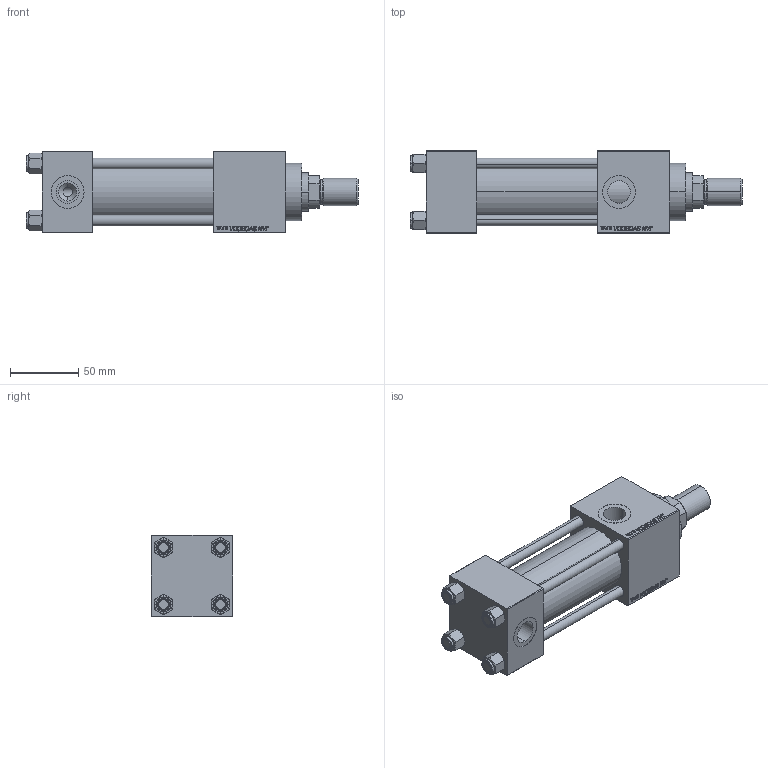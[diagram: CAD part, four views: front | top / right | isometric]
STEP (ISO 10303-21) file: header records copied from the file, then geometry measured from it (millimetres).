
FILE_DESCRIPTION (( 'STEP AP203' ), '1' );
FILE_NAME ('a81d.STEP', '2023-08-23T09:31:38', ( '' ), ( '' ), 'SwSTEP 2.0', 'SolidWorks 2019', '' );
FILE_SCHEMA (( 'CONFIG_CONTROL_DESIGN' ));
Length unit declared in the file: millimetre
Products named in the file (7): V215_VC_A 83fa31e8b73c2471525fa0b091194e7b; a81d; NUT_M5_C 83fa31e8b73c2471525fa0b091194e7b; V215CR_VCP_C 83fa31e8b73c2471525fa0b091194e7b; V215CR_C_Body 83fa31e8b73c2471525fa0b091194e7b; V215CR_C_TYCINKA 83fa31e8b73c2471525fa0b091194e7b; ROD_END_AH 83fa31e8b73c2471525fa0b091194e7b
Assembly tree (12 placements, depth 2):
  a81d
    V215CR_C_Body 83fa31e8b73c2471525fa0b091194e7b
    V215CR_VCP_C 83fa31e8b73c2471525fa0b091194e7b
    NUT_M5_C 83fa31e8b73c2471525fa0b091194e7b  x4
    V215CR_C_TYCINKA 83fa31e8b73c2471525fa0b091194e7b  x4
    V215_VC_A 83fa31e8b73c2471525fa0b091194e7b
    ROD_END_AH 83fa31e8b73c2471525fa0b091194e7b
Bounding box: 243 x 60 x 60 mm (x, y, z)
Volume: 469419.6 mm3; surface area: 127624.7 mm2
Topology: 12 solids, 12 shells, 1163 faces, 2902 edges, 1881 vertices
Faces by surface type: plane 530, bspline 392, cone 140, cylinder 91, torus 10
Entity records: 50687 total; most frequent: CARTESIAN_POINT 27166, ORIENTED_EDGE 5296, DIRECTION 3378, EDGE_CURVE 2648, VERTEX_POINT 1737, LINE 1600, VECTOR 1600, EDGE_LOOP 1173
